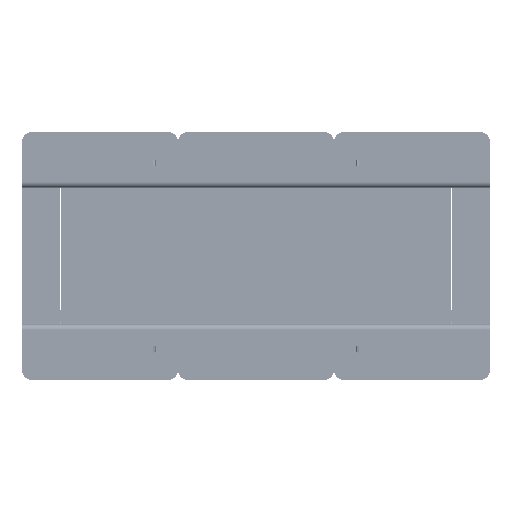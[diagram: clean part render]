
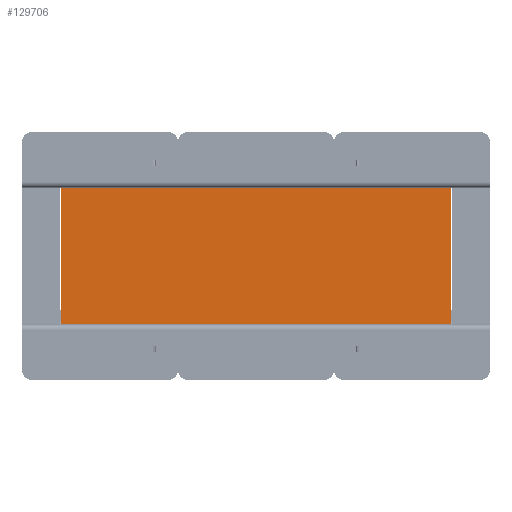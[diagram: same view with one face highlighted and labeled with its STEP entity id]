
A CAD part, front view. The second image highlights one B-rep face of the part: STEP entity #129706.
In plain terms, the highlighted planar face has unit normal (0, -1, 0).
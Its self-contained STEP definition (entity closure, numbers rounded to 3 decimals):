
#1026=LINE('',#182087,#16114);
#1031=LINE('',#182096,#16119);
#1035=LINE('',#182104,#16123);
#1036=LINE('',#182106,#16124);
#16114=VECTOR('',#147046,10.);
#16119=VECTOR('',#147053,10.);
#16123=VECTOR('',#147061,10.);
#16124=VECTOR('',#147064,10.);
#31189=PLANE('',#137028);
#37959=FACE_OUTER_BOUND('',#45165,.T.);
#45165=EDGE_LOOP('',(#86408,#86409,#86410,#86411));
#56276=VERTEX_POINT('',#182083);
#56278=VERTEX_POINT('',#182086);
#56280=VERTEX_POINT('',#182092);
#56283=VERTEX_POINT('',#182102);
#68236=EDGE_CURVE('',#56278,#56276,#1026,.T.);
#68241=EDGE_CURVE('',#56280,#56278,#1031,.T.);
#68245=EDGE_CURVE('',#56276,#56283,#1035,.T.);
#68246=EDGE_CURVE('',#56283,#56280,#1036,.T.);
#86408=ORIENTED_EDGE('',*,*,#68246,.T.);
#86409=ORIENTED_EDGE('',*,*,#68241,.T.);
#86410=ORIENTED_EDGE('',*,*,#68236,.T.);
#86411=ORIENTED_EDGE('',*,*,#68245,.T.);
#129706=ADVANCED_FACE('',(#37959),#31189,.T.);
#137028=AXIS2_PLACEMENT_3D('',#182105,#147062,#147063);
#147046=DIRECTION('',(1.,0.,0.));
#147053=DIRECTION('',(0.,0.,-1.));
#147061=DIRECTION('',(0.,0.,1.));
#147062=DIRECTION('center_axis',(0.,-1.,0.));
#147063=DIRECTION('ref_axis',(0.,0.,
-1.));
#147064=DIRECTION('',(-1.,0.,0.));
#182083=CARTESIAN_POINT('',(200.,-200.,-70.));
#182086=CARTESIAN_POINT('',(-200.,-200.,-70.));
#182087=CARTESIAN_POINT('',(-200.,-200.,-70.));
#182092=CARTESIAN_POINT('',(-200.,-200.,70.));
#182096=CARTESIAN_POINT('',(-200.,-200.,0.));
#182102=CARTESIAN_POINT('',(200.,-200.,70.));
#182104=CARTESIAN_POINT('',(200.,-200.,0.));
#182105=CARTESIAN_POINT('Origin',(200.,-200.,0.));
#182106=CARTESIAN_POINT('',(-200.,-200.,70.));
